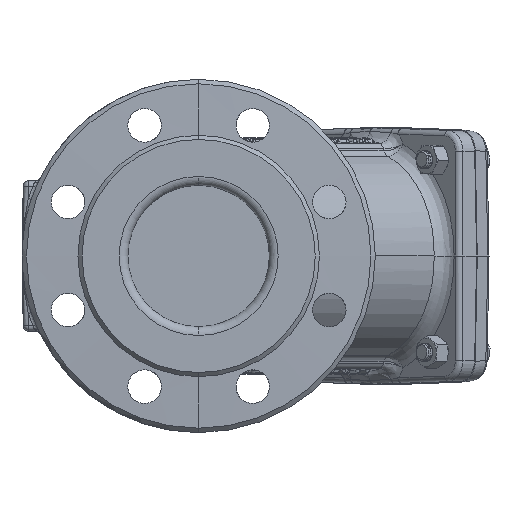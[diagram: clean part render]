
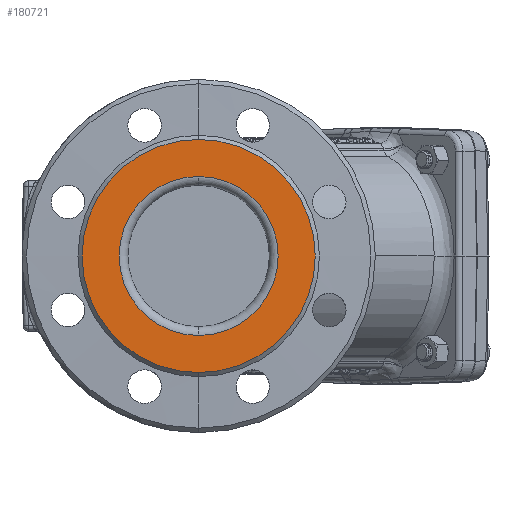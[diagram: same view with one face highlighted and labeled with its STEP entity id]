
A CAD part, front view. The second image highlights one B-rep face of the part: STEP entity #180721.
In plain terms, the highlighted planar face has unit normal (0, -1, 0).
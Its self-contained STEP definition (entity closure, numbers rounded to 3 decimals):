
#10249 = EDGE_CURVE ( 'NONE', #95245, #94044, #98446, .T. ) ;
#22842 = FACE_BOUND ( 'NONE', #55158, .T. ) ;
#24606 = DIRECTION ( 'NONE',  ( 0., 0., 1. ) ) ;
#37584 = CIRCLE ( 'NONE', #145847, 45. ) ;
#41923 = ORIENTED_EDGE ( 'NONE', *, *, #176472, .T. ) ;
#45191 = DIRECTION ( 'NONE',  ( 0., 1., 0. ) ) ;
#49067 = CARTESIAN_POINT ( 'NONE',  ( 0., -130., -45. ) ) ;
#53090 = DIRECTION ( 'NONE',  ( 0., 1., 0. ) ) ;
#54353 = ORIENTED_EDGE ( 'NONE', *, *, #10249, .T. ) ;
#55158 = EDGE_LOOP ( 'NONE', ( #41923, #54353 ) ) ;
#76826 = FACE_OUTER_BOUND ( 'NONE', #163784, .T. ) ;
#84433 = CARTESIAN_POINT ( 'NONE',  ( 0., -130., 45. ) ) ;
#85940 = EDGE_CURVE ( 'NONE', #172237, #139720, #184361, .T. ) ;
#88917 = AXIS2_PLACEMENT_3D ( 'NONE', #133392, #53090, #130687 ) ;
#88955 = CARTESIAN_POINT ( 'NONE',  ( 0., -130., 0. ) ) ;
#94044 = VERTEX_POINT ( 'NONE', #84433 ) ;
#95245 = VERTEX_POINT ( 'NONE', #49067 ) ;
#98446 = CIRCLE ( 'NONE', #88917, 45. ) ;
#100759 = DIRECTION ( 'NONE',  ( 0., 1., 0. ) ) ;
#110968 = ORIENTED_EDGE ( 'NONE', *, *, #85940, .F. ) ;
#118621 = CARTESIAN_POINT ( 'NONE',  ( 0., -130., 0. ) ) ;
#118769 = AXIS2_PLACEMENT_3D ( 'NONE', #133773, #135138, #119360 ) ;
#119231 = CARTESIAN_POINT ( 'NONE',  ( 0., -130., -66. ) ) ;
#119360 = DIRECTION ( 'NONE',  ( 0., 0., 1. ) ) ;
#119575 = AXIS2_PLACEMENT_3D ( 'NONE', #124787, #45191, #123434 ) ;
#123434 = DIRECTION ( 'NONE',  ( 0., 0., 1. ) ) ;
#124787 = CARTESIAN_POINT ( 'NONE',  ( 0., -130., 0. ) ) ;
#125763 = AXIS2_PLACEMENT_3D ( 'NONE', #88955, #137041, #167993 ) ;
#129871 = CIRCLE ( 'NONE', #125763, 66. ) ;
#130687 = DIRECTION ( 'NONE',  ( 0., 0., 1. ) ) ;
#133392 = CARTESIAN_POINT ( 'NONE',  ( 0., -130., 0. ) ) ;
#133773 = CARTESIAN_POINT ( 'NONE',  ( 66., -130., 0. ) ) ;
#135138 = DIRECTION ( 'NONE',  ( 0., 1., 0. ) ) ;
#137041 = DIRECTION ( 'NONE',  ( 0., 1., 0. ) ) ;
#139720 = VERTEX_POINT ( 'NONE', #119231 ) ;
#145847 = AXIS2_PLACEMENT_3D ( 'NONE', #118621, #100759, #24606 ) ;
#160679 = PLANE ( 'NONE',  #118769 ) ;
#163784 = EDGE_LOOP ( 'NONE', ( #110968, #186786 ) ) ;
#166039 = CARTESIAN_POINT ( 'NONE',  ( 0., -130., 66. ) ) ;
#167993 = DIRECTION ( 'NONE',  ( 0., 0., 1. ) ) ;
#172237 = VERTEX_POINT ( 'NONE', #166039 ) ;
#176472 = EDGE_CURVE ( 'NONE', #94044, #95245, #37584, .T. ) ;
#180721 = ADVANCED_FACE ( 'NONE', ( #22842, #76826 ), #160679, .F. ) ;
#184361 = CIRCLE ( 'NONE', #119575, 66. ) ;
#186786 = ORIENTED_EDGE ( 'NONE', *, *, #194441, .F. ) ;
#194441 = EDGE_CURVE ( 'NONE', #139720, #172237, #129871, .T. ) ;
